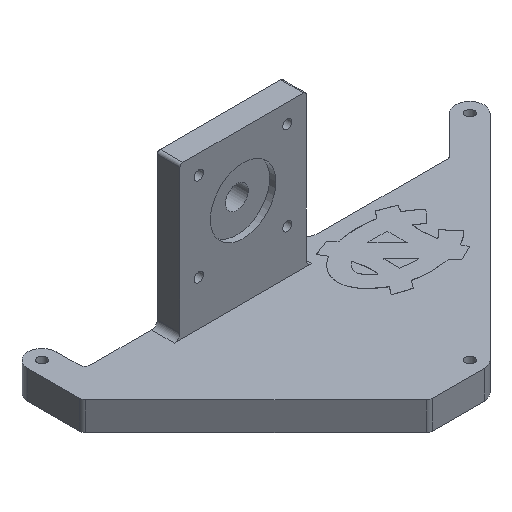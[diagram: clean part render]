
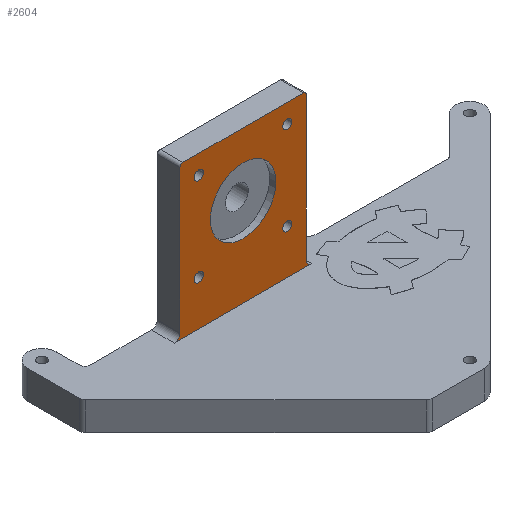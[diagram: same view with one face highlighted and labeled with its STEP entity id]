
A CAD part, isometric view. The second image highlights one B-rep face of the part: STEP entity #2604.
In plain terms, the highlighted planar face has unit normal (0, -1, 0).
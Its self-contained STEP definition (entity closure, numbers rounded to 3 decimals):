
#117=FACE_BOUND('',#454,.T.);
#118=FACE_BOUND('',#455,.T.);
#119=FACE_BOUND('',#456,.T.);
#120=FACE_BOUND('',#457,.T.);
#121=FACE_BOUND('',#458,.T.);
#182=PLANE('',#2817);
#296=FACE_OUTER_BOUND('',#453,.T.);
#453=EDGE_LOOP('',(#2230,#2231,#2232,#2233,#2234,#2235,#2236,#2237));
#454=EDGE_LOOP('',(#2238,#2239));
#455=EDGE_LOOP('',(#2240));
#456=EDGE_LOOP('',(#2241));
#457=EDGE_LOOP('',(#2242));
#458=EDGE_LOOP('',(#2243));
#639=LINE('',#4457,#901);
#675=LINE('',#4617,#937);
#680=LINE('',#4628,#942);
#691=LINE('',#4687,#953);
#901=VECTOR('',#3080,10.);
#937=VECTOR('',#3234,10.);
#942=VECTOR('',#3245,10.);
#953=VECTOR('',#3318,10.);
#1085=CIRCLE('',#2779,2.);
#1086=CIRCLE('',#2781,2.);
#1087=CIRCLE('',#2784,1.);
#1088=CIRCLE('',#2787,1.);
#1089=CIRCLE('',#2789,11.5);
#1090=CIRCLE('',#2790,11.5);
#1096=CIRCLE('',#2800,1.6);
#1099=CIRCLE('',#2805,1.6);
#1102=CIRCLE('',#2810,1.6);
#1105=CIRCLE('',#2815,1.6);
#1210=VERTEX_POINT('',#4453);
#1212=VERTEX_POINT('',#4456);
#1275=VERTEX_POINT('',#4608);
#1276=VERTEX_POINT('',#4612);
#1277=VERTEX_POINT('',#4616);
#1278=VERTEX_POINT('',#4620);
#1279=VERTEX_POINT('',#4621);
#1280=VERTEX_POINT('',#4626);
#1281=VERTEX_POINT('',#4632);
#1282=VERTEX_POINT('',#4633);
#1288=VERTEX_POINT('',#4653);
#1291=VERTEX_POINT('',#4663);
#1294=VERTEX_POINT('',#4673);
#1297=VERTEX_POINT('',#4683);
#1515=EDGE_CURVE('',#1210,#1212,#639,.T.);
#1590=EDGE_CURVE('',#1275,#1210,#1085,.T.);
#1592=EDGE_CURVE('',#1212,#1276,#1086,.T.);
#1594=EDGE_CURVE('',#1277,#1276,#675,.T.);
#1596=EDGE_CURVE('',#1278,#1279,#1087,.T.);
#1600=EDGE_CURVE('',#1278,#1280,#680,.T.);
#1601=EDGE_CURVE('',#1277,#1280,#1088,.T.);
#1602=EDGE_CURVE('',#1281,#1282,#1089,.T.);
#1603=EDGE_CURVE('',#1282,#1281,#1090,.T.);
#1613=EDGE_CURVE('',#1288,#1288,#1096,.T.);
#1618=EDGE_CURVE('',#1291,#1291,#1099,.T.);
#1623=EDGE_CURVE('',#1294,#1294,#1102,.T.);
#1628=EDGE_CURVE('',#1297,#1297,#1105,.T.);
#1629=EDGE_CURVE('',#1275,#1279,#691,.T.);
#2230=ORIENTED_EDGE('',*,*,#1596,.F.);
#2231=ORIENTED_EDGE('',*,*,#1600,.T.);
#2232=ORIENTED_EDGE('',*,*,#1601,.F.);
#2233=ORIENTED_EDGE('',*,*,#1594,.T.);
#2234=ORIENTED_EDGE('',*,*,#1592,.F.);
#2235=ORIENTED_EDGE('',*,*,#1515,.F.);
#2236=ORIENTED_EDGE('',*,*,#1590,.F.);
#2237=ORIENTED_EDGE('',*,*,#1629,.T.);
#2238=ORIENTED_EDGE('',*,*,#1602,.T.);
#2239=ORIENTED_EDGE('',*,*,#1603,.T.);
#2240=ORIENTED_EDGE('',*,*,#1613,.T.);
#2241=ORIENTED_EDGE('',*,*,#1618,.T.);
#2242=ORIENTED_EDGE('',*,*,#1623,.T.);
#2243=ORIENTED_EDGE('',*,*,#1628,.T.);
#2604=ADVANCED_FACE('',(#296,#117,#118,#119,#120,#121),#182,.T.);
#2779=AXIS2_PLACEMENT_3D('',#4609,#3224,#3225);
#2781=AXIS2_PLACEMENT_3D('',#4613,#3229,#3230);
#2784=AXIS2_PLACEMENT_3D('',#4622,#3238,#3239);
#2787=AXIS2_PLACEMENT_3D('',#4630,#3248,#3249);
#2789=AXIS2_PLACEMENT_3D('',#4634,#3252,#3253);
#2790=AXIS2_PLACEMENT_3D('',#4635,#3254,#3255);
#2800=AXIS2_PLACEMENT_3D('',#4655,#3278,#3279);
#2805=AXIS2_PLACEMENT_3D('',#4665,#3290,#3291);
#2810=AXIS2_PLACEMENT_3D('',#4675,#3302,#3303);
#2815=AXIS2_PLACEMENT_3D('',#4685,#3314,#3315);
#2817=AXIS2_PLACEMENT_3D('',#4688,#3319,#3320);
#3080=DIRECTION('',(-1.,0.,0.));
#3224=DIRECTION('center_axis',(0.,-1.,0.));
#3225=DIRECTION('ref_axis',(-0.707,0.,-0.707));
#3229=DIRECTION('center_axis',(0.,-1.,0.));
#3230=DIRECTION('ref_axis',(0.707,0.,-0.707));
#3234=DIRECTION('',(0.,0.,-1.));
#3238=DIRECTION('center_axis',(0.,1.,0.));
#3239=DIRECTION('ref_axis',(0.707,0.,0.707));
#3245=DIRECTION('',(-1.,0.,0.));
#3248=DIRECTION('center_axis',(0.,1.,0.));
#3249=DIRECTION('ref_axis',(-0.707,0.,0.707));
#3252=DIRECTION('center_axis',(0.,1.,0.));
#3253=DIRECTION('ref_axis',(1.,0.,0.));
#3254=DIRECTION('center_axis',(0.,1.,0.));
#3255=DIRECTION('ref_axis',(1.,0.,0.));
#3278=DIRECTION('center_axis',(0.,1.,0.));
#3279=DIRECTION('ref_axis',(1.,0.,0.));
#3290=DIRECTION('center_axis',(0.,1.,0.));
#3291=DIRECTION('ref_axis',(1.,0.,0.));
#3302=DIRECTION('center_axis',(0.,1.,0.));
#3303=DIRECTION('ref_axis',(1.,0.,0.));
#3314=DIRECTION('center_axis',(0.,1.,0.));
#3315=DIRECTION('ref_axis',(1.,0.,0.));
#3318=DIRECTION('',(0.,0.,1.));
#3319=DIRECTION('center_axis',(0.,-1.,0.));
#3320=DIRECTION('ref_axis',(0.,0.,-1.));
#4453=CARTESIAN_POINT('',(1.65,-18.,10.));
#4456=CARTESIAN_POINT('',(-46.65,-18.,10.));
#4457=CARTESIAN_POINT('',(-11.25,-18.,10.));
#4608=CARTESIAN_POINT('',(-0.35,-18.,12.));
#4609=CARTESIAN_POINT('Origin',(1.65,-18.,12.));
#4612=CARTESIAN_POINT('',(-44.65,-18.,12.));
#4613=CARTESIAN_POINT('Origin',(-46.65,-18.,12.));
#4616=CARTESIAN_POINT('',(-44.65,-18.,62.3));
#4617=CARTESIAN_POINT('',(-44.65,-18.,10.));
#4620=CARTESIAN_POINT('',(-1.35,-18.,63.3));
#4621=CARTESIAN_POINT('',(-0.35,-18.,62.3));
#4622=CARTESIAN_POINT('Origin',(-1.35,-18.,62.3));
#4626=CARTESIAN_POINT('',(-43.65,-18.,63.3));
#4628=CARTESIAN_POINT('',(-44.65,-18.,63.3));
#4630=CARTESIAN_POINT('Origin',(-43.65,-18.,62.3));
#4632=CARTESIAN_POINT('',(-11.,-18.,41.15));
#4633=CARTESIAN_POINT('',(-34.,-18.,41.15));
#4634=CARTESIAN_POINT('Origin',(-22.5,-18.,41.15));
#4635=CARTESIAN_POINT('Origin',(-22.5,-18.,41.15));
#4653=CARTESIAN_POINT('',(-39.6,-18.,56.65));
#4655=CARTESIAN_POINT('Origin',(-38.,-18.,56.65));
#4663=CARTESIAN_POINT('',(-8.6,-18.,25.65));
#4665=CARTESIAN_POINT('Origin',(-7.,-18.,25.65));
#4673=CARTESIAN_POINT('',(-8.6,-18.,56.65));
#4675=CARTESIAN_POINT('Origin',(-7.,-18.,56.65));
#4683=CARTESIAN_POINT('',(-39.6,-18.,25.65));
#4685=CARTESIAN_POINT('Origin',(-38.,-18.,25.65));
#4687=CARTESIAN_POINT('',(-0.35,-18.,63.3));
#4688=CARTESIAN_POINT('Origin',(-22.5,-18.,36.65));
